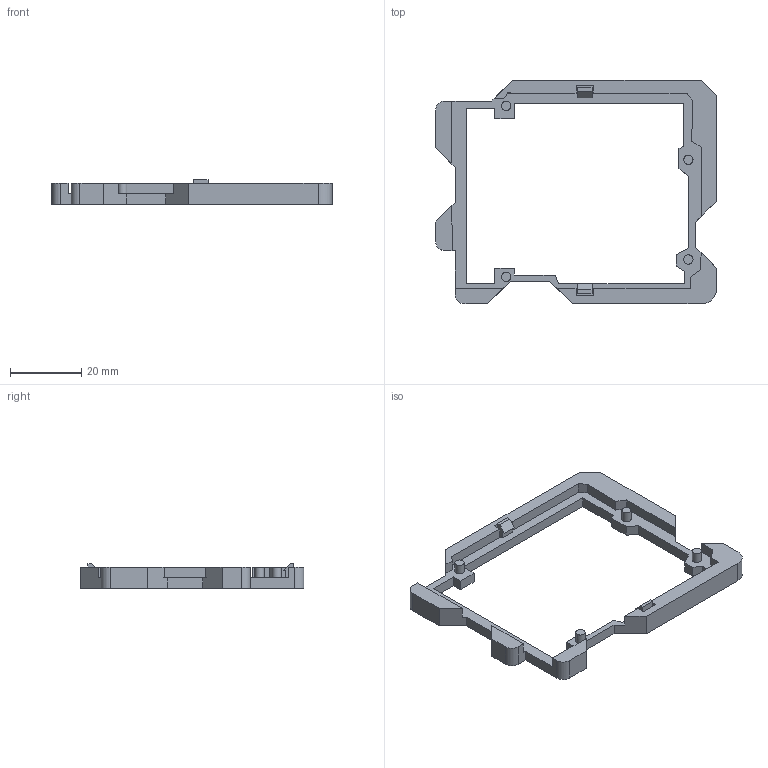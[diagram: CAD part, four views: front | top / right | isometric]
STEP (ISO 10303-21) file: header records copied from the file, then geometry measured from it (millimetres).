
FILE_DESCRIPTION(('FreeCAD Model'),'2;1');
FILE_NAME('Alhambra-II-Support-NO-text.step','2018-08-13T17:26:17',('Author'),(''), 'Open CASCADE STEP processor 6.8','FreeCAD','Unknown');
FILE_SCHEMA(('AUTOMOTIVE_DESIGN_CC2 { 1 2 10303 214 -1 1 5 4 }'));
Length unit declared in the file: millimetre
Products named in the file (2): ASSEMBLY; Soperte-Alhambra-II-sin-texto-impresion
Assembly tree (1 placements, depth 2):
  ASSEMBLY
    Soperte-Alhambra-II-sin-texto-impresion
Bounding box: 78.88 x 62.84 x 6.98 mm (x, y, z)
Volume: 6749 mm3; surface area: 5940 mm2
Topology: 1 solids, 1 shells, 108 faces, 298 edges, 200 vertices
Faces by surface type: plane 81, extrusion 16, cylinder 8, bspline 3
Full cylindrical faces by diameter (mm): 2.6 x4
Entity records: 28140 total; most frequent: CARTESIAN_POINT 22883, DIRECTION 694, ORIENTED_EDGE 596, PCURVE 596, DEFINITIONAL_REPRESENTATION 596, VECTOR 469, LINE 453, B_SPLINE_CURVE_WITH_KNOTS 421
